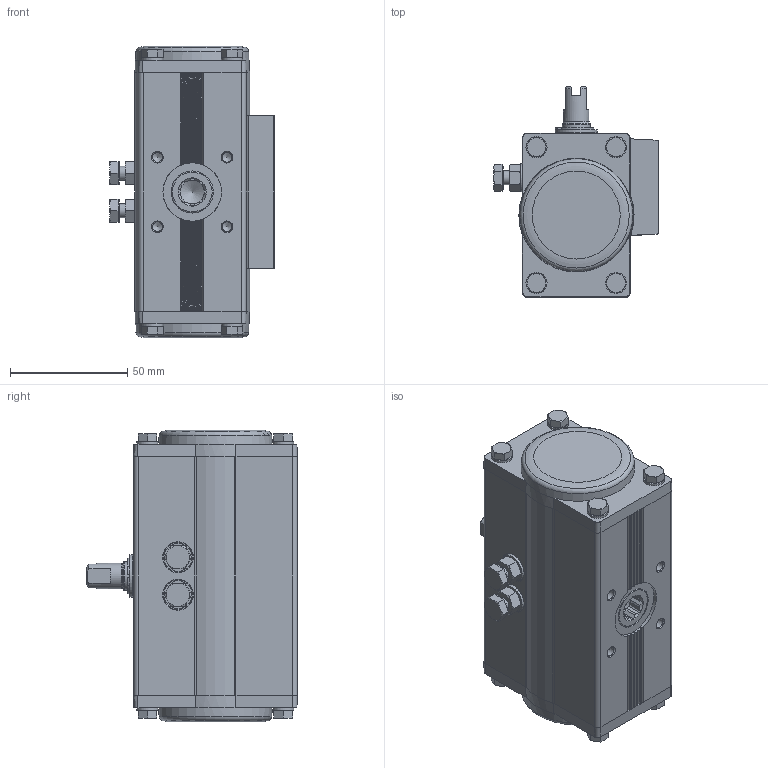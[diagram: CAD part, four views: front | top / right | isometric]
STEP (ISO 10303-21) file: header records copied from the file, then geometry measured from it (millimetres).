
FILE_DESCRIPTION(/* description */ ('STEP AP214'),/* implementation_level */ '2;1');
FILE_NAME(/* name */ '8048012_DFPD-10-RP-90-RD-F04-R3-EP',/* time_stamp */ '2024-08-15T16:46:52+02:00',/* author */ ('License CC BY-ND 4.0'),/* organization */ ('CADENAS'),/* preprocessor_version */ 'ST-DEVELOPER v19.3',/* originating_system */ 'PARTsolutions',/* authorisation */ ' ');
FILE_SCHEMA (('AP242_MANAGED_MODEL_BASED_3D_ENGINEERING_MIM_LF { 1 0 10303 442 3 1 4 }','AUTOMOTIVE_DESIGN {1 0 10303 214 3 1 1}'));
Length unit declared in the file: millimetre
Products named in the file (6): 8048012 DFPD-10-RP-90-RD-F04-R3-EP---(90); 8042184 DFPD-10-90-RD-F04-------(housing); 8042184 DFPD-10(F04_90)---(shaft); 3637777 SCHEIBE 6.2X12X1.5-1.4301; 3635967 DFPD-10; DIN 934 - M6(F)
Assembly tree (8 placements, depth 2):
  8048012 DFPD-10-RP-90-RD-F04-R3-EP---(90)
    8042184 DFPD-10-90-RD-F04-------(housing)
    8042184 DFPD-10(F04_90)---(shaft)
    3637777 SCHEIBE 6.2X12X1.5-1.4301  x2
    3635967 DFPD-10  x2
    DIN 934 - M6(F)  x2
Bounding box: 70.2 x 90 x 124.7 mm (x, y, z)
Volume: 417140.9 mm3; surface area: 55467.8 mm2
Topology: 8 solids, 8 shells, 638 faces, 1471 edges, 905 vertices
Faces by surface type: plane 338, cone 140, cylinder 134, torus 24, sphere 2
Full cylindrical faces by diameter (mm): 1.7 x2, 4 x2, 4.134 x12, 4.917 x5, 6 x2, 6.2 x2, 8.5 x2, 8.566 x2, 9 x10, 10 x4, 10.9 x1, 12 x5, 12.6 x1, 13 x3, 14 x2, 17.5 x2, 18 x4, 19 x1, 25 x1
Entity records: 16357 total; most frequent: CARTESIAN_POINT 3352, DIRECTION 2687, ORIENTED_EDGE 2452, EDGE_CURVE 1226, AXIS2_PLACEMENT_3D 1074, VERTEX_POINT 833, FACE_BOUND 803, EDGE_LOOP 793
